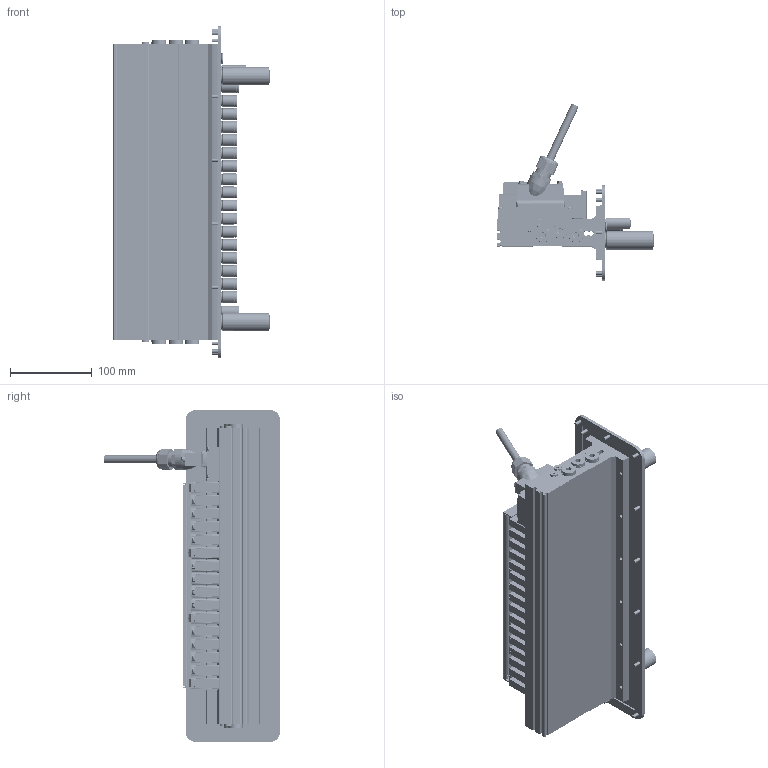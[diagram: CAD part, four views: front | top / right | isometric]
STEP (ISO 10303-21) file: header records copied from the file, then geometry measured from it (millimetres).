
FILE_DESCRIPTION(/* description */ ('VTUG-MP-Ventilinsel'),/* implementation_level */ '2;1');
FILE_NAME(/* name */ 'VTUG 14, 16 met doorvoerplaat en Multi-pin.stp',/* time_stamp */ '2018-07-11T11:07:19+02:00',/* author */ ('user'),/* organization */ ('FESTO'),/* preprocessor_version */ 'ST-DEVELOPER v16.5',/* originating_system */ 'Autodesk Inventor 2017',/* authorisation */ '');
FILE_SCHEMA (('AUTOMOTIVE_DESIGN { 1 0 10303 214 3 1 1 }'));
Products named in the file (21): 573606 VTUG-14-MSDR-B1T-44V21-G14FD-DTL-G18SFD-16VK+TTSC; 573605 VABM-L1-14--WS2-G14-16-GR-- ---(MF); 573479 VUVG-B14-T32C-MZT-F-1T1L---(V_G18); 1061809 F-M2.5X37-10.9; 573520 ASCF-H-L1-14-16V---(T); 1478897 ASCF-H-L1-L---(S); 1488418 ASCF-H-L1---(H); 1491427 ASCF-H-L1-R---(S); 573446 VAEM-L1-S-M1-44---(0); 573446 VAEM-L1-S-M1-44---(0)_p; 1426888 F-M3x17-10.9; 577376 NEBV-C-S7WA44HS-K-2.5-N-LE36-S10; doorvoerplaat groot 16 32 klein; rubber groot  16 32; 1707427 UC-3/8; 578406 NPQH-BK-G18-P10; 161419 UC-1/8; 578378 NPQH-DK-G14-Q10-P10; 578376 NPQH-DK-G18-Q8-P10; 174309 B-M7---(VTUG); 3569 B-1/4---(VTUG)
Assembly tree (111 placements, depth 3):
  573606 VTUG-14-MSDR-B1T-44V21-G14FD-DTL-G18SFD-16VK+TTSC
    573605 VABM-L1-14--WS2-G14-16-GR-- ---(MF)
    573479 VUVG-B14-T32C-MZT-F-1T1L---(V_G18)  x16
    1061809 F-M2.5X37-10.9  x32
    3569 B-1/4---(VTUG)  x6
    174309 B-M7---(VTUG)  x4
    573520 ASCF-H-L1-14-16V---(T)
    1478897 ASCF-H-L1-L---(S)
    1488418 ASCF-H-L1---(H)  x2
    1491427 ASCF-H-L1-R---(S)
    573446 VAEM-L1-S-M1-44---(0)
      573446 VAEM-L1-S-M1-44---(0)_p
      1426888 F-M3x17-10.9  x4
    577376 NEBV-C-S7WA44HS-K-2.5-N-LE36-S10
    doorvoerplaat groot 16 32 klein
    rubber groot  16 32
    1707427 UC-3/8  x2
    578406 NPQH-BK-G18-P10
    161419 UC-1/8
    578378 NPQH-DK-G14-Q10-P10  x2
    578376 NPQH-DK-G18-Q8-P10  x32
Bounding box: 192 x 216.11 x 406 mm (x, y, z)
Volume: 2353217.2 mm3; surface area: 734470.7 mm2
Topology: 110 solids, 110 shells, 8707 faces, 21130 edges, 13694 vertices
Faces by surface type: plane 5385, cylinder 2144, cone 840, torus 156, sphere 131, bspline 51
Full cylindrical faces by diameter (mm): 0.95 x44, 1 x44, 1.12 x1, 1.44 x1, 1.567 x32, 2.156 x2, 2.2 x32, 2.459 x4, 2.5 x32, 2.6 x39, 2.7 x40, 2.8 x4, 3 x6, 3.3 x1, 3.9 x32, 4 x48, 4.134 x15, 4.5 x32, 4.864 x1, 5 x14, 5.3 x32, 5.6 x4, 5.85 x1, 5.917 x4, 6 x49, 6.1 x32, 6.2 x2, 6.4 x1, 6.5 x80, 7 x4
Entity records: 61346 total; most frequent: CARTESIAN_POINT 12853, DIRECTION 10308, ORIENTED_EDGE 8570, EDGE_CURVE 4285, AXIS2_PLACEMENT_3D 4152, EDGE_LOOP 3352, VERTEX_POINT 3217, FACE_OUTER_BOUND 2061
